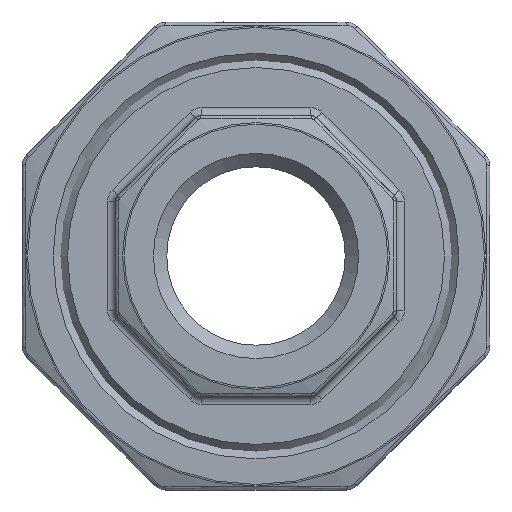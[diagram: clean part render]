
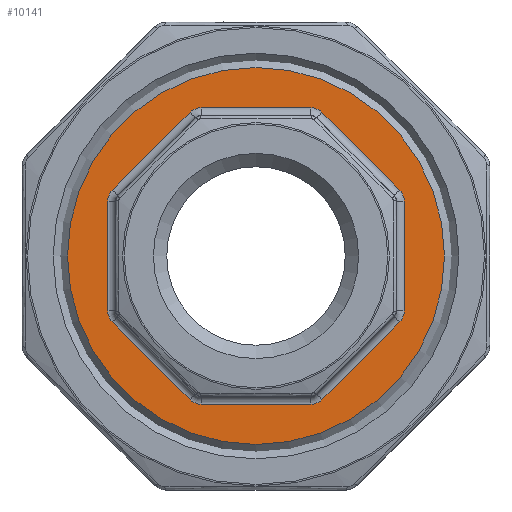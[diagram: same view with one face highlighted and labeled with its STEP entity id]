
A CAD part, left-side view. The second image highlights one B-rep face of the part: STEP entity #10141.
In plain terms, the highlighted planar face has unit normal (-1, 0, 0).
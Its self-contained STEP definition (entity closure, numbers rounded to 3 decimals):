
#1 = VERTEX_POINT ( 'NONE', #6843 ) ;
#48 = DIRECTION ( 'NONE',  ( 0., -1., 0. ) ) ;
#383 = DIRECTION ( 'NONE',  ( 1., 0., 0. ) ) ;
#386 = EDGE_CURVE ( 'NONE', #7859, #9335, #17610, .T. ) ;
#539 = DIRECTION ( 'NONE',  ( 0., -1., 0. ) ) ;
#790 = VECTOR ( 'NONE', #12301, 1000. ) ;
#1118 = ORIENTED_EDGE ( 'NONE', *, *, #16028, .T. ) ;
#1199 = AXIS2_PLACEMENT_3D ( 'NONE', #16954, #15626, #9712 ) ;
#1218 = CARTESIAN_POINT ( 'NONE',  ( -8., 12.758, -0.678 ) ) ;
#1297 = CARTESIAN_POINT ( 'NONE',  ( -8., 9.207, -4.228 ) ) ;
#1486 = EDGE_CURVE ( 'NONE', #18230, #5553, #2724, .T. ) ;
#1497 = DIRECTION ( 'NONE',  ( 1., 0., 0. ) ) ;
#1529 = CARTESIAN_POINT ( 'NONE',  ( -8., -0.678, 12.758 ) ) ;
#1660 = DIRECTION ( 'NONE',  ( 0., -1., 0. ) ) ;
#1799 = VERTEX_POINT ( 'NONE', #7660 ) ;
#1967 = DIRECTION ( 'NONE',  ( 0., -1., 0. ) ) ;
#2092 = DIRECTION ( 'NONE',  ( 0., 0.707, -0.707 ) ) ;
#2107 = EDGE_CURVE ( 'NONE', #1, #1799, #12360, .T. ) ;
#2268 = VERTEX_POINT ( 'NONE', #14550 ) ;
#2687 = FACE_BOUND ( 'NONE', #3534, .T. ) ;
#2693 = CIRCLE ( 'NONE', #7819, 1. ) ;
#2710 = CARTESIAN_POINT ( 'NONE',  ( -8., 9.207, 4.228 ) ) ;
#2724 = CIRCLE ( 'NONE', #7547, 1. ) ;
#2745 = VERTEX_POINT ( 'NONE', #18301 ) ;
#2904 = DIRECTION ( 'NONE',  ( 0., -1., 0. ) ) ;
#3164 = DIRECTION ( 'NONE',  ( 0., -1., 0. ) ) ;
#3197 = CARTESIAN_POINT ( 'NONE',  ( -8., -3.521, 8.5 ) ) ;
#3257 = EDGE_CURVE ( 'NONE', #12858, #2268, #2693, .T. ) ;
#3534 = EDGE_LOOP ( 'NONE', ( #6295, #5916, #1118, #4884, #4320, #6815, #9771, #6860, #13854, #17640, #18394, #9353, #15924, #11257, #16796, #18416 ) ) ;
#3547 = VECTOR ( 'NONE', #10039, 1000. ) ;
#3622 = VERTEX_POINT ( 'NONE', #4956 ) ;
#4191 = DIRECTION ( 'NONE',  ( -1., 0., 0. ) ) ;
#4320 = ORIENTED_EDGE ( 'NONE', *, *, #5522, .T. ) ;
#4377 = CARTESIAN_POINT ( 'NONE',  ( -8., 12.08, 0. ) ) ;
#4562 = CARTESIAN_POINT ( 'NONE',  ( -8., 9.5, 0. ) ) ;
#4750 = DIRECTION ( 'NONE',  ( 1., 0., 0. ) ) ;
#4884 = ORIENTED_EDGE ( 'NONE', *, *, #2107, .T. ) ;
#4956 = CARTESIAN_POINT ( 'NONE',  ( -8., 3.521, -9.5 ) ) ;
#4964 = CARTESIAN_POINT ( 'NONE',  ( -8., 12.08, 9.5 ) ) ;
#5201 = AXIS2_PLACEMENT_3D ( 'NONE', #3197, #7537, #14445 ) ;
#5215 = AXIS2_PLACEMENT_3D ( 'NONE', #14165, #17127, #5378 ) ;
#5343 = VERTEX_POINT ( 'NONE', #1297 ) ;
#5378 = DIRECTION ( 'NONE',  ( 0., 1., 0. ) ) ;
#5479 = VECTOR ( 'NONE', #10346, 1000. ) ;
#5522 = EDGE_CURVE ( 'NONE', #1799, #14551, #12430, .T. ) ;
#5544 = DIRECTION ( 'NONE',  ( 0., 0.707, 0.707 ) ) ;
#5553 = VERTEX_POINT ( 'NONE', #6631 ) ;
#5903 = CARTESIAN_POINT ( 'NONE',  ( -8., -3.521, 9.5 ) ) ;
#5916 = ORIENTED_EDGE ( 'NONE', *, *, #9262, .T. ) ;
#5933 = VERTEX_POINT ( 'NONE', #13118 ) ;
#5956 = ORIENTED_EDGE ( 'NONE', *, *, #11423, .F. ) ;
#6145 = EDGE_CURVE ( 'NONE', #16473, #12858, #15437, .T. ) ;
#6295 = ORIENTED_EDGE ( 'NONE', *, *, #18149, .T. ) ;
#6350 = CARTESIAN_POINT ( 'NONE',  ( -8., -9.5, -3.521 ) ) ;
#6374 = CARTESIAN_POINT ( 'NONE',  ( -8., -9.207, 4.228 ) ) ;
#6451 = EDGE_CURVE ( 'NONE', #5343, #8557, #8415, .T. ) ;
#6554 = DIRECTION ( 'NONE',  ( 1., 0., 0. ) ) ;
#6631 = CARTESIAN_POINT ( 'NONE',  ( -8., -9.207, -4.228 ) ) ;
#6815 = ORIENTED_EDGE ( 'NONE', *, *, #10795, .T. ) ;
#6843 = CARTESIAN_POINT ( 'NONE',  ( -8., 4.228, 9.207 ) ) ;
#6860 = ORIENTED_EDGE ( 'NONE', *, *, #3257, .T. ) ;
#7235 = CARTESIAN_POINT ( 'NONE',  ( -8., 8.5, 3.521 ) ) ;
#7420 = CARTESIAN_POINT ( 'NONE',  ( -8., -4.228, -9.207 ) ) ;
#7537 = DIRECTION ( 'NONE',  ( 1., 0., 0. ) ) ;
#7547 = AXIS2_PLACEMENT_3D ( 'NONE', #10309, #8721, #3164 ) ;
#7660 = CARTESIAN_POINT ( 'NONE',  ( -8., 3.521, 9.5 ) ) ;
#7745 = LINE ( 'NONE', #15045, #18599 ) ;
#7819 = AXIS2_PLACEMENT_3D ( 'NONE', #10809, #6554, #1967 ) ;
#7854 = EDGE_CURVE ( 'NONE', #9335, #3622, #8820, .T. ) ;
#7859 = VERTEX_POINT ( 'NONE', #7420 ) ;
#7956 = LINE ( 'NONE', #13707, #790 ) ;
#8415 = CIRCLE ( 'NONE', #17851, 1. ) ;
#8557 = VERTEX_POINT ( 'NONE', #13945 ) ;
#8721 = DIRECTION ( 'NONE',  ( 1., 0., 0. ) ) ;
#8820 = LINE ( 'NONE', #9022, #3547 ) ;
#9022 = CARTESIAN_POINT ( 'NONE',  ( -8., 12.08, -9.5 ) ) ;
#9133 = LINE ( 'NONE', #15032, #5479 ) ;
#9254 = VECTOR ( 'NONE', #16117, 1000. ) ;
#9262 = EDGE_CURVE ( 'NONE', #5933, #10987, #15574, .T. ) ;
#9321 = CARTESIAN_POINT ( 'NONE',  ( -8., 12.08, 0. ) ) ;
#9335 = VERTEX_POINT ( 'NONE', #11277 ) ;
#9353 = ORIENTED_EDGE ( 'NONE', *, *, #386, .T. ) ;
#9693 = CARTESIAN_POINT ( 'NONE',  ( -8., -4.228, 9.207 ) ) ;
#9712 = DIRECTION ( 'NONE',  ( 0., -1., 0. ) ) ;
#9771 = ORIENTED_EDGE ( 'NONE', *, *, #6145, .T. ) ;
#10039 = DIRECTION ( 'NONE',  ( 0., 1., 0. ) ) ;
#10141 = ADVANCED_FACE ( 'NONE', ( #2687, #11342 ), #12702, .T. ) ;
#10309 = CARTESIAN_POINT ( 'NONE',  ( -8., -8.5, -3.521 ) ) ;
#10346 = DIRECTION ( 'NONE',  ( 0., 0., -1. ) ) ;
#10436 = DIRECTION ( 'NONE',  ( 0., -1., 0. ) ) ;
#10586 = AXIS2_PLACEMENT_3D ( 'NONE', #4377, #4191, #48 ) ;
#10795 = EDGE_CURVE ( 'NONE', #14551, #16473, #15492, .T. ) ;
#10809 = CARTESIAN_POINT ( 'NONE',  ( -8., -8.5, 3.521 ) ) ;
#10902 = AXIS2_PLACEMENT_3D ( 'NONE', #17761, #4750, #539 ) ;
#10987 = VERTEX_POINT ( 'NONE', #2710 ) ;
#11257 = ORIENTED_EDGE ( 'NONE', *, *, #18124, .T. ) ;
#11277 = CARTESIAN_POINT ( 'NONE',  ( -8., -3.521, -9.5 ) ) ;
#11342 = FACE_OUTER_BOUND ( 'NONE', #16976, .T. ) ;
#11423 = EDGE_CURVE ( 'NONE', #16550, #16550, #13361, .T. ) ;
#11697 = DIRECTION ( 'NONE',  ( 0., -0.707, -0.707 ) ) ;
#12290 = AXIS2_PLACEMENT_3D ( 'NONE', #14299, #14586, #1660 ) ;
#12301 = DIRECTION ( 'NONE',  ( 0., -0.707, 0.707 ) ) ;
#12345 = VECTOR ( 'NONE', #11697, 1000. ) ;
#12360 = CIRCLE ( 'NONE', #1199, 1. ) ;
#12430 = LINE ( 'NONE', #4964, #16559 ) ;
#12702 = PLANE ( 'NONE',  #10586 ) ;
#12858 = VERTEX_POINT ( 'NONE', #6374 ) ;
#13118 = CARTESIAN_POINT ( 'NONE',  ( -8., 9.5, 3.521 ) ) ;
#13361 = CIRCLE ( 'NONE', #5215, 12.08 ) ;
#13707 = CARTESIAN_POINT ( 'NONE',  ( -8., 12.758, 0.678 ) ) ;
#13854 = ORIENTED_EDGE ( 'NONE', *, *, #18642, .T. ) ;
#13945 = CARTESIAN_POINT ( 'NONE',  ( -8., 9.5, -3.521 ) ) ;
#14165 = CARTESIAN_POINT ( 'NONE',  ( -8., 0., 0. ) ) ;
#14299 = CARTESIAN_POINT ( 'NONE',  ( -8., 3.521, -8.5 ) ) ;
#14445 = DIRECTION ( 'NONE',  ( 0., -1., 0. ) ) ;
#14483 = EDGE_CURVE ( 'NONE', #2745, #5343, #17384, .T. ) ;
#14550 = CARTESIAN_POINT ( 'NONE',  ( -8., -9.5, 3.521 ) ) ;
#14551 = VERTEX_POINT ( 'NONE', #5903 ) ;
#14586 = DIRECTION ( 'NONE',  ( 1., 0., 0. ) ) ;
#15032 = CARTESIAN_POINT ( 'NONE',  ( -8., -9.5, 0. ) ) ;
#15045 = CARTESIAN_POINT ( 'NONE',  ( -8., -0.678, -12.758 ) ) ;
#15194 = DIRECTION ( 'NONE',  ( 0., -1., 0. ) ) ;
#15337 = CIRCLE ( 'NONE', #12290, 1. ) ;
#15437 = LINE ( 'NONE', #1529, #12345 ) ;
#15492 = CIRCLE ( 'NONE', #5201, 1. ) ;
#15574 = CIRCLE ( 'NONE', #18591, 1. ) ;
#15626 = DIRECTION ( 'NONE',  ( 1., 0., 0. ) ) ;
#15797 = VECTOR ( 'NONE', #5544, 1000. ) ;
#15924 = ORIENTED_EDGE ( 'NONE', *, *, #7854, .T. ) ;
#16028 = EDGE_CURVE ( 'NONE', #10987, #1, #7956, .T. ) ;
#16117 = DIRECTION ( 'NONE',  ( 0., 0., 1. ) ) ;
#16411 = EDGE_CURVE ( 'NONE', #5553, #7859, #7745, .T. ) ;
#16473 = VERTEX_POINT ( 'NONE', #9693 ) ;
#16550 = VERTEX_POINT ( 'NONE', #9321 ) ;
#16559 = VECTOR ( 'NONE', #15194, 1000. ) ;
#16796 = ORIENTED_EDGE ( 'NONE', *, *, #14483, .T. ) ;
#16954 = CARTESIAN_POINT ( 'NONE',  ( -8., 3.521, 8.5 ) ) ;
#16976 = EDGE_LOOP ( 'NONE', ( #5956 ) ) ;
#17127 = DIRECTION ( 'NONE',  ( 1., 0., 0. ) ) ;
#17384 = LINE ( 'NONE', #1218, #15797 ) ;
#17554 = LINE ( 'NONE', #4562, #9254 ) ;
#17610 = CIRCLE ( 'NONE', #10902, 1. ) ;
#17640 = ORIENTED_EDGE ( 'NONE', *, *, #1486, .T. ) ;
#17761 = CARTESIAN_POINT ( 'NONE',  ( -8., -3.521, -8.5 ) ) ;
#17851 = AXIS2_PLACEMENT_3D ( 'NONE', #17980, #383, #10436 ) ;
#17980 = CARTESIAN_POINT ( 'NONE',  ( -8., 8.5, -3.521 ) ) ;
#18124 = EDGE_CURVE ( 'NONE', #3622, #2745, #15337, .T. ) ;
#18149 = EDGE_CURVE ( 'NONE', #8557, #5933, #17554, .T. ) ;
#18230 = VERTEX_POINT ( 'NONE', #6350 ) ;
#18301 = CARTESIAN_POINT ( 'NONE',  ( -8., 4.228, -9.207 ) ) ;
#18394 = ORIENTED_EDGE ( 'NONE', *, *, #16411, .T. ) ;
#18416 = ORIENTED_EDGE ( 'NONE', *, *, #6451, .T. ) ;
#18591 = AXIS2_PLACEMENT_3D ( 'NONE', #7235, #1497, #2904 ) ;
#18599 = VECTOR ( 'NONE', #2092, 1000. ) ;
#18642 = EDGE_CURVE ( 'NONE', #2268, #18230, #9133, .T. ) ;
